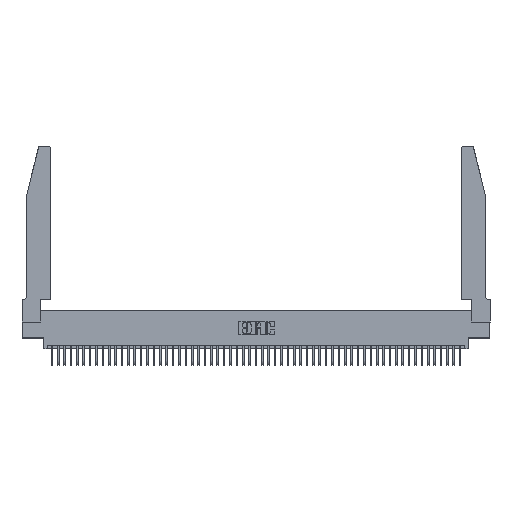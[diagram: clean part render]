
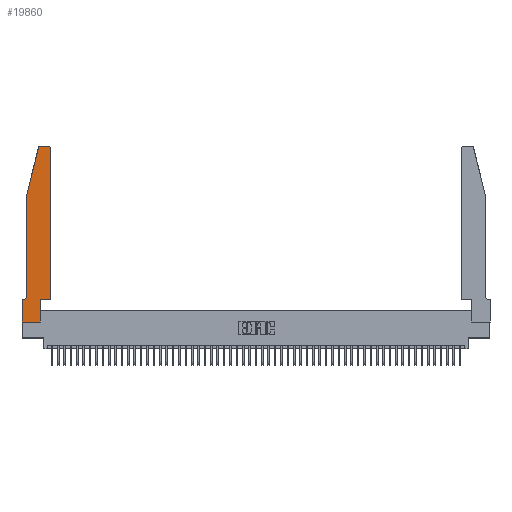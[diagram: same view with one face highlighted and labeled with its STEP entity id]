
A CAD part, top view. The second image highlights one B-rep face of the part: STEP entity #19860.
In plain terms, the highlighted planar face has unit normal (0, 0, 1).
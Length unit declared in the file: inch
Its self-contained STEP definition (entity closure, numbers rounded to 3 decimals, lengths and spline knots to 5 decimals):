
#33 = CARTESIAN_POINT ( 'NONE',  ( 0., 0.35, 0.37 ) ) ;
#284 = CARTESIAN_POINT ( 'NONE',  ( 0.4205, 2.75, 0.37 ) ) ;
#420 = VECTOR ( 'NONE', #42094, 39.37008 ) ;
#661 = CARTESIAN_POINT ( 'NONE',  ( 0.284, 2.72, 0.37 ) ) ;
#938 = DIRECTION ( 'NONE',  ( -1., 0., 0. ) ) ;
#1038 = LINE ( 'NONE', #36438, #21895 ) ;
#1875 = VERTEX_POINT ( 'NONE', #284 ) ;
#3518 = CARTESIAN_POINT ( 'NONE',  ( 0.4505, 0.35, 0.37 ) ) ;
#4340 = CIRCLE ( 'NONE', #9706, 0.03 ) ;
#4604 = DIRECTION ( 'NONE',  ( 1., 0., 0. ) ) ;
#5268 = CARTESIAN_POINT ( 'NONE',  ( 0.2865, 0.35, 0.37 ) ) ;
#6414 = EDGE_CURVE ( 'NONE', #34653, #20349, #27857, .T. ) ;
#6791 = CARTESIAN_POINT ( 'NONE',  ( 0.2865, 0.35, 0.37 ) ) ;
#8025 = VECTOR ( 'NONE', #49954, 39.37008 ) ;
#8047 = CARTESIAN_POINT ( 'NONE',  ( 0.25487, 2.72718, 0.37 ) ) ;
#9706 = AXIS2_PLACEMENT_3D ( 'NONE', #661, #28110, #4604 ) ;
#9786 = CARTESIAN_POINT ( 'NONE',  ( 0.0755, 2., 0.37 ) ) ;
#10270 = DIRECTION ( 'NONE',  ( 1., 0., 0. ) ) ;
#10771 = DIRECTION ( 'NONE',  ( 0., -1., 0. ) ) ;
#10780 = LINE ( 'NONE', #22565, #42072 ) ;
#10877 = LINE ( 'NONE', #6791, #420 ) ;
#10930 = VERTEX_POINT ( 'NONE', #30628 ) ;
#11561 = VECTOR ( 'NONE', #42802, 39.37008 ) ;
#12936 = ORIENTED_EDGE ( 'NONE', *, *, #6414, .T. ) ;
#14314 = CARTESIAN_POINT ( 'NONE',  ( 0.2865, 0., 0.37 ) ) ;
#15722 = EDGE_CURVE ( 'NONE', #45230, #27994, #4340, .T. ) ;
#15830 = DIRECTION ( 'NONE',  ( -1., 0., 0. ) ) ;
#15904 = LINE ( 'NONE', #33432, #45998 ) ;
#16648 = ORIENTED_EDGE ( 'NONE', *, *, #29371, .T. ) ;
#16678 = CARTESIAN_POINT ( 'NONE',  ( 0.4205, 2.72, 0.37 ) ) ;
#17914 = CARTESIAN_POINT ( 'NONE',  ( 0., 0.35, 0.37 ) ) ;
#18588 = CARTESIAN_POINT ( 'NONE',  ( 0.4505, 0.35, 0.37 ) ) ;
#18854 = VERTEX_POINT ( 'NONE', #18588 ) ;
#19613 = VERTEX_POINT ( 'NONE', #33 ) ;
#19835 = CARTESIAN_POINT ( 'NONE',  ( 0.284, 2.75, 0.37 ) ) ;
#19860 = ADVANCED_FACE ( 'NONE', ( #30639 ), #29793, .T. ) ;
#20182 = EDGE_CURVE ( 'NONE', #29104, #1875, #36730, .T. ) ;
#20349 = VERTEX_POINT ( 'NONE', #14314 ) ;
#20392 = VERTEX_POINT ( 'NONE', #22327 ) ;
#20606 = DIRECTION ( 'NONE',  ( 1., 0., 0. ) ) ;
#20704 = DIRECTION ( 'NONE',  ( 1., 0., 0. ) ) ;
#21895 = VECTOR ( 'NONE', #24590, 39.37008 ) ;
#21932 = LINE ( 'NONE', #3518, #11561 ) ;
#22327 = CARTESIAN_POINT ( 'NONE',  ( 0.0055, 0.35, 0.37 ) ) ;
#22565 = CARTESIAN_POINT ( 'NONE',  ( 0., 0., 0.37 ) ) ;
#22696 = CARTESIAN_POINT ( 'NONE',  ( 0.4505, 0.35, 0.37 ) ) ;
#22738 = AXIS2_PLACEMENT_3D ( 'NONE', #47913, #24432, #938 ) ;
#23146 = CARTESIAN_POINT ( 'NONE',  ( 0.0755, 2., 0.37 ) ) ;
#23786 = LINE ( 'NONE', #9786, #34245 ) ;
#24336 = ORIENTED_EDGE ( 'NONE', *, *, #46864, .T. ) ;
#24432 = DIRECTION ( 'NONE',  ( 0., 0., -1. ) ) ;
#24590 = DIRECTION ( 'NONE',  ( 0., -1., 0. ) ) ;
#24717 = VERTEX_POINT ( 'NONE', #5268 ) ;
#26515 = ORIENTED_EDGE ( 'NONE', *, *, #35923, .T. ) ;
#27857 = LINE ( 'NONE', #44269, #37034 ) ;
#27994 = VERTEX_POINT ( 'NONE', #8047 ) ;
#28110 = DIRECTION ( 'NONE',  ( 0., 0., 1. ) ) ;
#28282 = ORIENTED_EDGE ( 'NONE', *, *, #41020, .T. ) ;
#28935 = VERTEX_POINT ( 'NONE', #23146 ) ;
#29104 = VERTEX_POINT ( 'NONE', #39601 ) ;
#29371 = EDGE_CURVE ( 'NONE', #1875, #45230, #15904, .T. ) ;
#29441 = ORIENTED_EDGE ( 'NONE', *, *, #20182, .T. ) ;
#29793 = PLANE ( 'NONE',  #50498 ) ;
#30628 = CARTESIAN_POINT ( 'NONE',  ( 0.0755, 0.42, 0.37 ) ) ;
#30639 = FACE_OUTER_BOUND ( 'NONE', #41909, .T. ) ;
#32755 = ORIENTED_EDGE ( 'NONE', *, *, #42523, .T. ) ;
#33432 = CARTESIAN_POINT ( 'NONE',  ( 0.2605, 2.75, 0.37 ) ) ;
#33740 = DIRECTION ( 'NONE',  ( 0., 0., 1. ) ) ;
#34245 = VECTOR ( 'NONE', #37172, 39.37008 ) ;
#34653 = VERTEX_POINT ( 'NONE', #40171 ) ;
#35923 = EDGE_CURVE ( 'NONE', #28935, #10930, #1038, .T. ) ;
#36178 = EDGE_CURVE ( 'NONE', #20349, #24717, #10877, .T. ) ;
#36438 = CARTESIAN_POINT ( 'NONE',  ( 0.0755, 2., 0.37 ) ) ;
#36730 = CIRCLE ( 'NONE', #49530, 0.03 ) ;
#37034 = VECTOR ( 'NONE', #20704, 39.37008 ) ;
#37172 = DIRECTION ( 'NONE',  ( -0.239, -0.971, 0. ) ) ;
#37350 = DIRECTION ( 'NONE',  ( -1., 0., 0. ) ) ;
#37864 = ORIENTED_EDGE ( 'NONE', *, *, #44608, .T. ) ;
#38334 = ORIENTED_EDGE ( 'NONE', *, *, #40874, .T. ) ;
#39334 = CARTESIAN_POINT ( 'NONE',  ( 0.0755, 0.35, 0.37 ) ) ;
#39601 = CARTESIAN_POINT ( 'NONE',  ( 0.4505, 2.72, 0.37 ) ) ;
#40171 = CARTESIAN_POINT ( 'NONE',  ( 0., 0., 0.37 ) ) ;
#40556 = ORIENTED_EDGE ( 'NONE', *, *, #45435, .T. ) ;
#40613 = CIRCLE ( 'NONE', #22738, 0.07 ) ;
#40754 = ORIENTED_EDGE ( 'NONE', *, *, #36178, .T. ) ;
#40874 = EDGE_CURVE ( 'NONE', #18854, #29104, #49662, .T. ) ;
#41020 = EDGE_CURVE ( 'NONE', #20392, #19613, #42336, .T. ) ;
#41909 = EDGE_LOOP ( 'NONE', ( #16648, #46845, #40556, #26515, #32755, #28282, #24336, #12936, #40754, #37864, #38334, #29441 ) ) ;
#42072 = VECTOR ( 'NONE', #10771, 39.37008 ) ;
#42094 = DIRECTION ( 'NONE',  ( 0., 1., 0. ) ) ;
#42336 = LINE ( 'NONE', #39334, #43572 ) ;
#42523 = EDGE_CURVE ( 'NONE', #10930, #20392, #40613, .T. ) ;
#42802 = DIRECTION ( 'NONE',  ( 1., 0., 0. ) ) ;
#43572 = VECTOR ( 'NONE', #15830, 39.37008 ) ;
#44171 = DIRECTION ( 'NONE',  ( 0., 0., 1. ) ) ;
#44269 = CARTESIAN_POINT ( 'NONE',  ( 0., 0., 0.37 ) ) ;
#44608 = EDGE_CURVE ( 'NONE', #24717, #18854, #21932, .T. ) ;
#45230 = VERTEX_POINT ( 'NONE', #19835 ) ;
#45435 = EDGE_CURVE ( 'NONE', #27994, #28935, #23786, .T. ) ;
#45998 = VECTOR ( 'NONE', #37350, 39.37008 ) ;
#46845 = ORIENTED_EDGE ( 'NONE', *, *, #15722, .T. ) ;
#46864 = EDGE_CURVE ( 'NONE', #19613, #34653, #10780, .T. ) ;
#47913 = CARTESIAN_POINT ( 'NONE',  ( 0.0055, 0.42, 0.37 ) ) ;
#49530 = AXIS2_PLACEMENT_3D ( 'NONE', #16678, #44171, #20606 ) ;
#49662 = LINE ( 'NONE', #22696, #8025 ) ;
#49954 = DIRECTION ( 'NONE',  ( 0., 1., 0. ) ) ;
#50498 = AXIS2_PLACEMENT_3D ( 'NONE', #17914, #33740, #10270 ) ;
